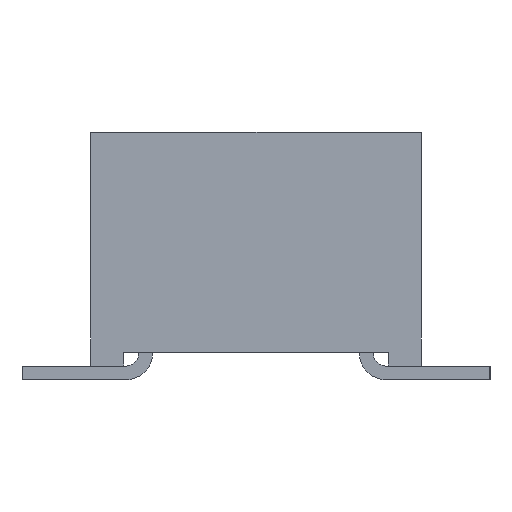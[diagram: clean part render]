
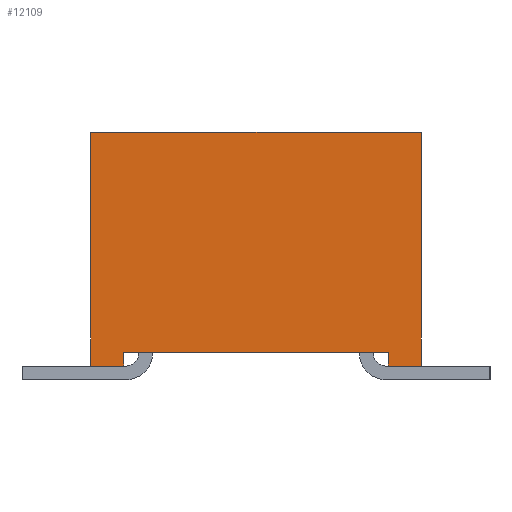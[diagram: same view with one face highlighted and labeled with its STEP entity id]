
A CAD part, left-side view. The second image highlights one B-rep face of the part: STEP entity #12109.
In plain terms, the highlighted planar face has unit normal (-1, 0, 0).
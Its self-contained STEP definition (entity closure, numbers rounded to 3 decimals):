
#12109 = ADVANCED_FACE('',(#12110),#12176,.F.);
#12110 = FACE_BOUND('',#12111,.T.);
#12111 = EDGE_LOOP('',(#12112,#12122,#12130,#12138,#12146,#12154,#12162,
    #12170));
#12112 = ORIENTED_EDGE('',*,*,#12113,.T.);
#12113 = EDGE_CURVE('',#12114,#12116,#12118,.T.);
#12114 = VERTEX_POINT('',#12115);
#12115 = CARTESIAN_POINT('',(-28.791,-1.219,0.277));
#12116 = VERTEX_POINT('',#12117);
#12117 = CARTESIAN_POINT('',(-28.791,-1.219,0.15));
#12118 = LINE('',#12119,#12120);
#12119 = CARTESIAN_POINT('',(-28.791,-1.219,0.277));
#12120 = VECTOR('',#12121,1.);
#12121 = DIRECTION('',(0.,0.,-1.));
#12122 = ORIENTED_EDGE('',*,*,#12123,.T.);
#12123 = EDGE_CURVE('',#12116,#12124,#12126,.T.);
#12124 = VERTEX_POINT('',#12125);
#12125 = CARTESIAN_POINT('',(-28.791,-1.524,0.15));
#12126 = LINE('',#12127,#12128);
#12127 = CARTESIAN_POINT('',(-28.791,1.524,0.15));
#12128 = VECTOR('',#12129,1.);
#12129 = DIRECTION('',(0.,-1.,0.));
#12130 = ORIENTED_EDGE('',*,*,#12131,.F.);
#12131 = EDGE_CURVE('',#12132,#12124,#12134,.T.);
#12132 = VERTEX_POINT('',#12133);
#12133 = CARTESIAN_POINT('',(-28.791,-1.524,2.309));
#12134 = LINE('',#12135,#12136);
#12135 = CARTESIAN_POINT('',(-28.791,-1.524,2.309));
#12136 = VECTOR('',#12137,1.);
#12137 = DIRECTION('',(0.,0.,-1.));
#12138 = ORIENTED_EDGE('',*,*,#12139,.F.);
#12139 = EDGE_CURVE('',#12140,#12132,#12142,.T.);
#12140 = VERTEX_POINT('',#12141);
#12141 = CARTESIAN_POINT('',(-28.791,1.524,2.309));
#12142 = LINE('',#12143,#12144);
#12143 = CARTESIAN_POINT('',(-28.791,1.524,2.309));
#12144 = VECTOR('',#12145,1.);
#12145 = DIRECTION('',(0.,-1.,0.));
#12146 = ORIENTED_EDGE('',*,*,#12147,.T.);
#12147 = EDGE_CURVE('',#12140,#12148,#12150,.T.);
#12148 = VERTEX_POINT('',#12149);
#12149 = CARTESIAN_POINT('',(-28.791,1.524,0.15));
#12150 = LINE('',#12151,#12152);
#12151 = CARTESIAN_POINT('',(-28.791,1.524,2.309));
#12152 = VECTOR('',#12153,1.);
#12153 = DIRECTION('',(0.,0.,-1.));
#12154 = ORIENTED_EDGE('',*,*,#12155,.T.);
#12155 = EDGE_CURVE('',#12148,#12156,#12158,.T.);
#12156 = VERTEX_POINT('',#12157);
#12157 = CARTESIAN_POINT('',(-28.791,1.219,0.15));
#12158 = LINE('',#12159,#12160);
#12159 = CARTESIAN_POINT('',(-28.791,1.524,0.15));
#12160 = VECTOR('',#12161,1.);
#12161 = DIRECTION('',(0.,-1.,0.));
#12162 = ORIENTED_EDGE('',*,*,#12163,.T.);
#12163 = EDGE_CURVE('',#12156,#12164,#12166,.T.);
#12164 = VERTEX_POINT('',#12165);
#12165 = CARTESIAN_POINT('',(-28.791,1.219,0.277));
#12166 = LINE('',#12167,#12168);
#12167 = CARTESIAN_POINT('',(-28.791,1.219,0.023));
#12168 = VECTOR('',#12169,1.);
#12169 = DIRECTION('',(0.,0.,1.));
#12170 = ORIENTED_EDGE('',*,*,#12171,.T.);
#12171 = EDGE_CURVE('',#12164,#12114,#12172,.T.);
#12172 = LINE('',#12173,#12174);
#12173 = CARTESIAN_POINT('',(-28.791,1.219,0.277));
#12174 = VECTOR('',#12175,1.);
#12175 = DIRECTION('',(0.,-1.,0.));
#12176 = PLANE('',#12177);
#12177 = AXIS2_PLACEMENT_3D('',#12178,#12179,#12180);
#12178 = CARTESIAN_POINT('',(-28.791,1.524,2.309));
#12179 = DIRECTION('',(1.,0.,0.));
#12180 = DIRECTION('',(0.,1.,0.));
